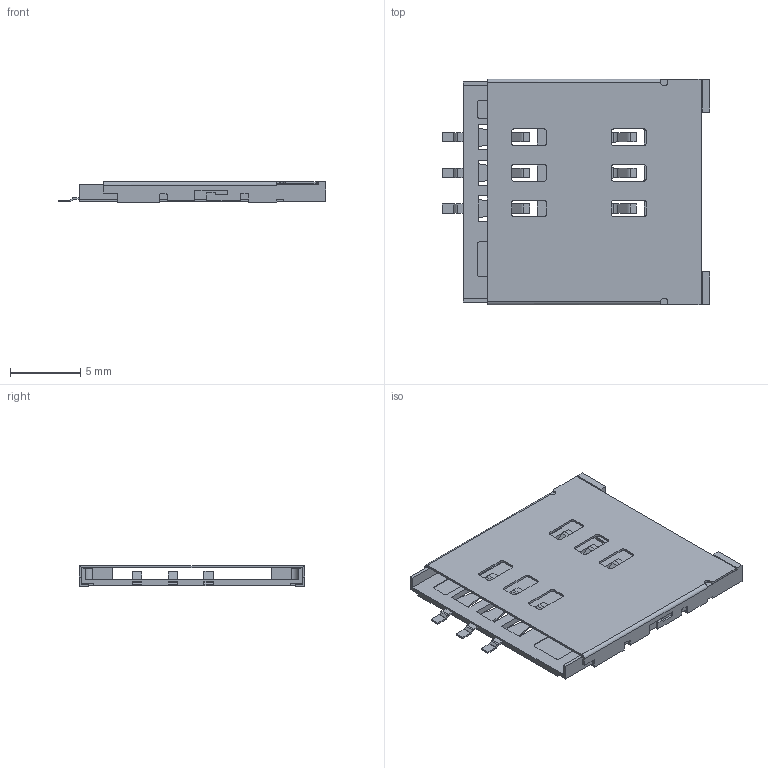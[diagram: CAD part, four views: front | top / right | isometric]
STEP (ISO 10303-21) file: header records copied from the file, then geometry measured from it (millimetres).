
FILE_DESCRIPTION((''),'2;1');
FILE_NAME('1050481001','2010-12-21T',('gga'),(''),'PRO/ENGINEER BY PARAMETRIC TECHNOLOGY CORPORATION, 2003451','PRO/ENGINEER BY PARAMETRIC TECHNOLOGY CORPORATION, 2003451','');
FILE_SCHEMA(('CONFIG_CONTROL_DESIGN'));
Length unit declared in the file: millimetre
Products named in the file (1): 1050481001
Bounding box: 19.1 x 16.1 x 1.48 mm (x, y, z)
Volume: 129.2 mm3; surface area: 1118.5 mm2
Topology: 1 solids, 1 shells, 434 faces, 1250 edges, 830 vertices
Faces by surface type: plane 318, cylinder 116
Entity records: 14300 total; most frequent: CARTESIAN_POINT 2574, ORIENTED_EDGE 2500, DIRECTION 2330, EDGE_CURVE 1250, VECTOR 990, LINE 990, VERTEX_POINT 830, AXIS2_PLACEMENT_3D 670
